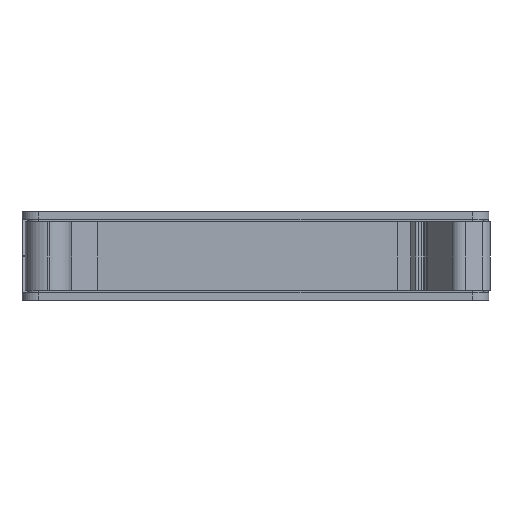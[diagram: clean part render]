
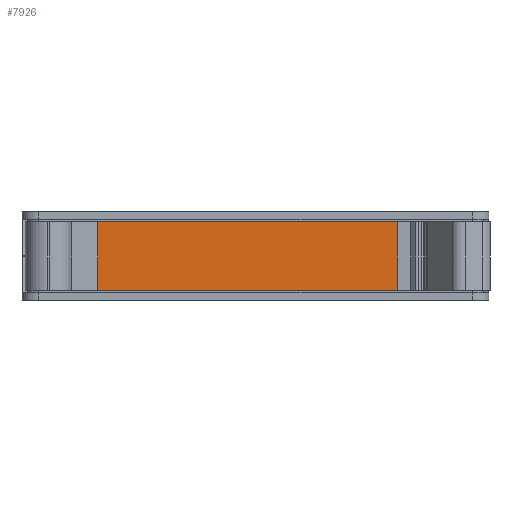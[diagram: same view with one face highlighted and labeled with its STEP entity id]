
A CAD part, front view. The second image highlights one B-rep face of the part: STEP entity #7926.
In plain terms, the highlighted planar face has unit normal (0, -1, 0).
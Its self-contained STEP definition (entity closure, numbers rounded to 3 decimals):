
#466 = CARTESIAN_POINT ( 'NONE',  ( -17.99, -14.533, 2.883 ) ) ;
#482 = EDGE_CURVE ( 'NONE', #3312, #5919, #8188, .T. ) ;
#1026 = EDGE_CURVE ( 'NONE', #4609, #8543, #4339, .T. ) ;
#1081 = DIRECTION ( 'NONE',  ( 0., 0., 1. ) ) ;
#1117 = DIRECTION ( 'NONE',  ( 0., 1., 0. ) ) ;
#1151 = CARTESIAN_POINT ( 'NONE',  ( 8.983, -14.533, -23.841 ) ) ;
#1198 = ORIENTED_EDGE ( 'NONE', *, *, #4083, .F. ) ;
#1377 = ORIENTED_EDGE ( 'NONE', *, *, #482, .T. ) ;
#1661 = EDGE_CURVE ( 'NONE', #4609, #5919, #2605, .T. ) ;
#1974 = PLANE ( 'NONE',  #8669 ) ;
#2585 = DIRECTION ( 'NONE',  ( 1., 0., 0. ) ) ;
#2605 = LINE ( 'NONE', #4324, #8274 ) ;
#2717 = CARTESIAN_POINT ( 'NONE',  ( 8.983, -14.533, -3.317 ) ) ;
#3312 = VERTEX_POINT ( 'NONE', #9306 ) ;
#4083 = EDGE_CURVE ( 'NONE', #3312, #8543, #7690, .T. ) ;
#4324 = CARTESIAN_POINT ( 'NONE',  ( -17.99, -14.533, -11.453 ) ) ;
#4339 = LINE ( 'NONE', #2717, #7981 ) ;
#4609 = VERTEX_POINT ( 'NONE', #7406 ) ;
#5059 = DIRECTION ( 'NONE',  ( 0., 0., 1. ) ) ;
#5118 = DIRECTION ( 'NONE',  ( 0., 0., -1. ) ) ;
#5407 = CARTESIAN_POINT ( 'NONE',  ( 8.983, -14.533, 11.183 ) ) ;
#5919 = VERTEX_POINT ( 'NONE', #466 ) ;
#5964 = CARTESIAN_POINT ( 'NONE',  ( 8.983, -14.533, -3.317 ) ) ;
#6142 = FACE_OUTER_BOUND ( 'NONE', #7522, .T. ) ;
#6215 = VECTOR ( 'NONE', #8327, 1000. ) ;
#6315 = ORIENTED_EDGE ( 'NONE', *, *, #1661, .F. ) ;
#7406 = CARTESIAN_POINT ( 'NONE',  ( -17.99, -14.533, -3.317 ) ) ;
#7506 = ORIENTED_EDGE ( 'NONE', *, *, #1026, .T. ) ;
#7522 = EDGE_LOOP ( 'NONE', ( #7506, #1198, #1377, #6315 ) ) ;
#7690 = LINE ( 'NONE', #5407, #9022 ) ;
#7926 = ADVANCED_FACE ( 'NONE', ( #6142 ), #1974, .F. ) ;
#7981 = VECTOR ( 'NONE', #2585, 1000. ) ;
#8188 = LINE ( 'NONE', #8949, #6215 ) ;
#8274 = VECTOR ( 'NONE', #5059, 1000. ) ;
#8327 = DIRECTION ( 'NONE',  ( -1., 0., 0. ) ) ;
#8543 = VERTEX_POINT ( 'NONE', #5964 ) ;
#8669 = AXIS2_PLACEMENT_3D ( 'NONE', #1151, #1117, #1081 ) ;
#8949 = CARTESIAN_POINT ( 'NONE',  ( 8.983, -14.533, 2.883 ) ) ;
#9022 = VECTOR ( 'NONE', #5118, 1000. ) ;
#9306 = CARTESIAN_POINT ( 'NONE',  ( 8.983, -14.533, 2.883 ) ) ;
